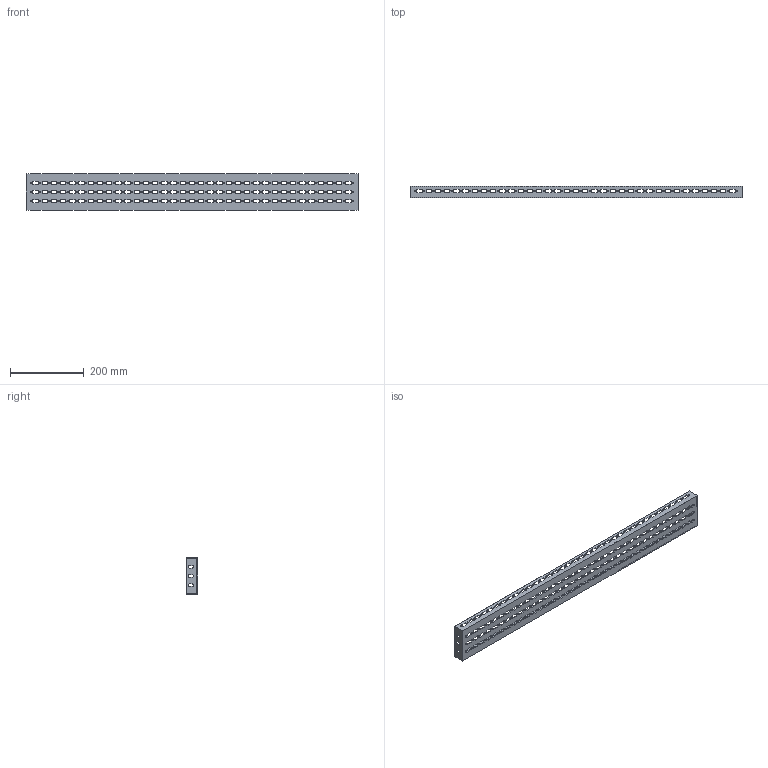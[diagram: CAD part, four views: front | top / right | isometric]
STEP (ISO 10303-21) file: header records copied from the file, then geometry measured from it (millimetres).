
FILE_DESCRIPTION (( 'STEP AP214' ), '1' );
FILE_NAME ('TCKA01.STEP', '2025-05-14T19:02:46', ( '' ), ( '' ), 'SwSTEP 2.0', 'SolidWorks 2024', '' );
FILE_SCHEMA (( 'AUTOMOTIVE_DESIGN' ));
Length unit declared in the file: millimetre
Products named in the file (1): TCKA01
Bounding box: 902 x 30 x 100 mm (x, y, z)
Volume: 238769.1 mm3; surface area: 264815.7 mm2
Topology: 1 solids, 1 shells, 915 faces, 2844 edges, 1932 vertices
Faces by surface type: plane 723, cylinder 192
Full cylindrical faces by diameter (mm): 4.25 x180
Entity records: 31081 total; most frequent: CARTESIAN_POINT 5296, ORIENTED_EDGE 5112, DIRECTION 4772, EDGE_CURVE 2556, VECTOR 2172, LINE 2172, VERTEX_POINT 1824, EDGE_LOOP 1818
